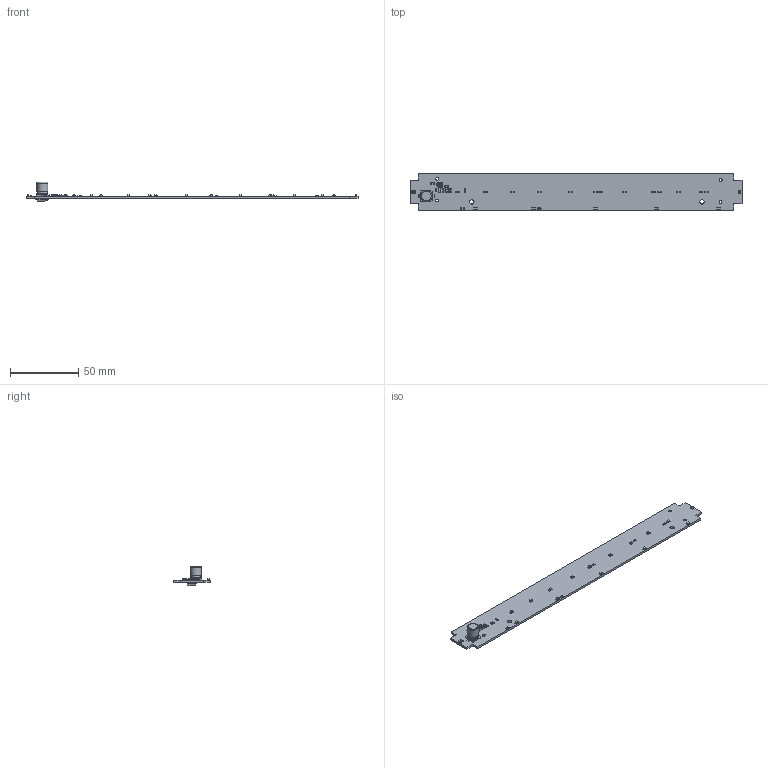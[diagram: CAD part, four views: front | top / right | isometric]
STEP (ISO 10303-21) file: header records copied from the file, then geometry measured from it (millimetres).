
FILE_DESCRIPTION(('KiCad electronic assembly'),'2;1');
FILE_NAME('ledStrip.step','2024-11-07T10:55:03',('Pcbnew'),('Kicad'), 'Open CASCADE STEP processor 7.7','KiCad to STEP converter','Unknown' );
FILE_SCHEMA(('AUTOMOTIVE_DESIGN { 1 0 10303 214 1 1 1 1 }'));
Length unit declared in the file: millimetre
Products named in the file (113): ledStrip 1; LED_0805_2012Metric; R_0603_1608Metric; TC33X-2-103E; TC33X-2-103G; D_SOD-323; D_SOD_323; C_Elec_8x10.2; C_Elec_8x102; C_0603_1608Metric; R_0805_2012Metric; TO-252-2; CQ assembly; ledStrip_track; ledStrip_pad_1; ledStrip_pad_2; ledStrip_pad_3; ledStrip_pad_4; ledStrip_pad_5; ledStrip_pad_6; ledStrip_pad_7; ledStrip_pad_8; ledStrip_pad_9; ledStrip_pad_10; ledStrip_pad_11; ledStrip_pad_12; ledStrip_pad_13; ledStrip_pad_14; ledStrip_pad_15; ledStrip_pad_16; ledStrip_pad_17; ledStrip_pad_18; ledStrip_pad_19; ledStrip_pad_20; ledStrip_pad_21; ledStrip_pad_22; ledStrip_pad_23; ledStrip_pad_24; ledStrip_pad_25; ledStrip_pad_26 ...
Assembly tree (139 placements, depth 3):
  ledStrip 1
    LED_0805_2012Metric  x18
      LED_0805_2012Metric
    R_0603_1608Metric  x7
      R_0603_1608Metric
    TC33X-2-103E
      TC33X-2-103G
    D_SOD-323  x5
      D_SOD_323
    C_Elec_8x10.2
      C_Elec_8x102
    C_0603_1608Metric
      C_0603_1608Metric
    R_0805_2012Metric
      R_0805_2012Metric
    TO-252-2
      CQ assembly
    ledStrip_track
    ledStrip_pad_1
    ledStrip_pad_2
    ledStrip_pad_3
    ledStrip_pad_4
    ledStrip_pad_5
    ledStrip_pad_6
    ledStrip_pad_7
    ledStrip_pad_8
    ledStrip_pad_9
    ledStrip_pad_10
    ledStrip_pad_11
    ledStrip_pad_12
    ledStrip_pad_13
    ledStrip_pad_14
    ledStrip_pad_15
    ledStrip_pad_16
    ledStrip_pad_17
    ledStrip_pad_18
    ledStrip_pad_19
    ledStrip_pad_20
    ledStrip_pad_21
    ledStrip_pad_22
    ledStrip_pad_23
    ledStrip_pad_24
    ledStrip_pad_25
    ledStrip_pad_26
    ledStrip_pad_27
    ledStrip_pad_28
    ledStrip_pad_29
    ledStrip_pad_30
    ledStrip_pad_31
    ledStrip_pad_32
    ledStrip_pad_33
    ledStrip_pad_34
    ledStrip_pad_35
    ledStrip_pad_36
    ledStrip_pad_37
    ledStrip_pad_38
    ledStrip_pad_39
    ledStrip_pad_40
    ledStrip_pad_41
    ledStrip_pad_42
Bounding box: 243 x 27 x 14.22 mm (x, y, z)
Volume: 10936.5 mm3; surface area: 15271.2 mm2
Topology: 129 solids, 129 shells, 3658 faces, 9665 edges, 6292 vertices
Faces by surface type: plane 3161, cylinder 359, bspline 132, cone 3, torus 2, revolution 1
Full cylindrical faces by diameter (mm): 0.02 x1, 1 x1, 2.1 x4, 3.2 x2, 8 x2
Entity records: 77379 total; most frequent: CARTESIAN_POINT 13422, ORIENTED_EDGE 12744, DIRECTION 11598, EDGE_CURVE 6372, LINE 6013, VECTOR 6013, VERTEX_POINT 4198, AXIS2_PLACEMENT_3D 2792
